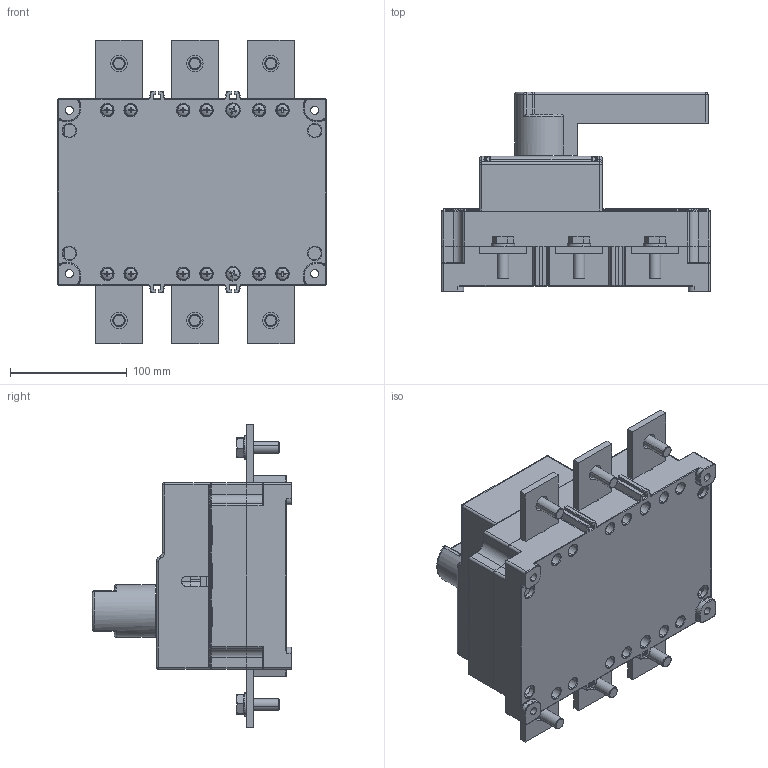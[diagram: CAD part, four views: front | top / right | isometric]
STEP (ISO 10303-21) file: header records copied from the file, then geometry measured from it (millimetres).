
FILE_DESCRIPTION((''),'2;1');
FILE_NAME('HGL-400-3_ASM_ASM','2025-07-16T15:54:20',('Administrator'),(''),'CREO PARAMETRIC BY PTC INC, 2021023','CREO PARAMETRIC BY PTC INC, 2021023','');
FILE_SCHEMA(('CONFIG_CONTROL_DESIGN'));
Products named in the file (44): CROSS_RECESSED_PAN_HEAD_SCREW_1; 630-3____-97141_2_1_AF0; PLAIN_WASHERS-N_SERIES-GR-656_1; SPRING_LOCK_WASHERS--NORMAL_T_1; CROSS_RECESSED_PAN_HEAD_TAPPI_1_AF0; 400_______1_1_AF0; 630_____1_1_AF0; HEX_HEAD_BOLTS-FULL_THREAD_GR_1; PLAIN_WASHERS-N_SERIES-GR-492_1; 630_______1_1_AF0; 630_____1_1_AF1; 400____-75790_1_1; 630_______1_1_AF1; 400___1_1; CROSS_RECESSED_PAN_HEAD_TAPPI_1; 400___________1_1; 630_____1_1_AF2; 400_______1_1_AF1; 630_____1_1_AF3; CROSS_RECESSED_PAN_HEAD_TAPPI_1_AF1; ____7_1_1; ____3_1_1; ____1_1_1; 400____-78181_ASM_1_ASM_1_ASM; 630_______1_1_AF2; 400_______1_1_AF2; CROSS_RECESSED_PAN_HEAD_TAPPI_1_AF2; 400_______1_1_AF3; 400_______1_1_AF4; 400____-88314_2_1_AF0; 400-3___1_1_AF0; CROSS_RECESSED_PAN_HEAD_TAPPI_1_AF3; 630_____1_1_AF4; 400_______1_1_AF5; 630_______1_1_AF3; 630_____1_1_AF5; 630_______1_1_AF4; 630_______1_1_AF5; ASM0001_ASM_2_ASM_1_AF0_ASM; _HGL-630-3_1_1 ...
Assembly tree (91 placements, depth 6):
  HGL-400-3_ASM_ASM
    HGL-400-3_ASM_1_AF0_ASM
      HGL-630-3_ASM_2_ASM_1_AF0_ASM
        ASM0001_ASM_2_ASM_1_AF0_ASM
          CROSS_RECESSED_PAN_HEAD_SCREW_1  x12
          630-3____-97141_2_1_AF0
          PLAIN_WASHERS-N_SERIES-GR-656_1  x12
          SPRING_LOCK_WASHERS--NORMAL_T_1  x12
          CROSS_RECESSED_PAN_HEAD_TAPPI_1_AF0
          400_______1_1_AF0
          630_____1_1_AF0
          HEX_HEAD_BOLTS-FULL_THREAD_GR_1  x6
          PLAIN_WASHERS-N_SERIES-GR-492_1  x6
          630_______1_1_AF0
          630_____1_1_AF1
          400____-75790_1_1
          630_______1_1_AF1
          400___1_1
          CROSS_RECESSED_PAN_HEAD_TAPPI_1  x6
          400___________1_1
          630_____1_1_AF2
          400_______1_1_AF1
          630_____1_1_AF3
          CROSS_RECESSED_PAN_HEAD_TAPPI_1_AF1
          400____-78181_ASM_1_ASM_1_ASM
            ____7_1_1
            ____3_1_1
            ____1_1_1
          630_______1_1_AF2
          400_______1_1_AF2
          CROSS_RECESSED_PAN_HEAD_TAPPI_1_AF2
          400_______1_1_AF3
          400_______1_1_AF4
          400____-88314_2_1_AF0
          400-3___1_1_AF0
          CROSS_RECESSED_PAN_HEAD_TAPPI_1_AF3
          630_____1_1_AF4
          400_______1_1_AF5
          630_______1_1_AF3
          630_____1_1_AF5
          630_______1_1_AF4
          630_______1_1_AF5
        _HGL-630-3_1_1
        SHOUBING_1_1
Bounding box: 230 x 171 x 260 mm (x, y, z)
Volume: 1234092 mm3; surface area: 473964.5 mm2
Topology: 74 solids, 74 shells, 3146 faces, 8012 edges, 4964 vertices
Faces by surface type: plane 1342, cylinder 1125, torus 222, bspline 138, sphere 124, extrusion 99, cone 96
Entity records: 100043 total; most frequent: CARTESIAN_POINT 39884, DIRECTION 12521, ORIENTED_EDGE 12342, EDGE_CURVE 6171, AXIS2_PLACEMENT_3D 4453, VERTEX_POINT 3846, VECTOR 3615, LINE 3516
